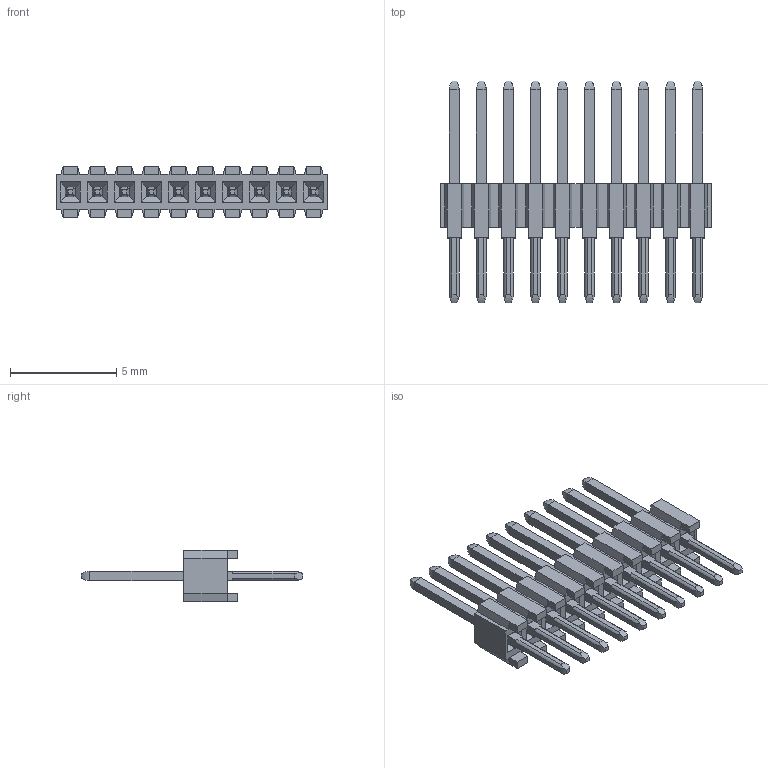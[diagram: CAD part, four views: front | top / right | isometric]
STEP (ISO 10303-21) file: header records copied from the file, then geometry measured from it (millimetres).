
FILE_DESCRIPTION (( 'STEP AP203' ), '1' );
FILE_NAME ('TMS-110-51-X-S.step', '2005-07-22T13:56:53', ( ' ' ), ( ' ' ), 'SwSTEP 2.0', 'SolidWorks 2005103', '' );
FILE_SCHEMA (( 'CONFIG_CONTROL_DESIGN' ));
Length unit declared in the file: inch
Products named in the file (3): HTMS-XX-S_C3D; TMS-110-51-X-S; T-1M6-XX_-02
Assembly tree (11 placements, depth 2):
  TMS-110-51-X-S
    T-1M6-XX_-02  x10
    HTMS-XX-S_C3D
Bounding box: 12.7 x 10.41 x 2.44 mm (x, y, z)
Volume: 73.1 mm3; surface area: 368.7 mm2
Topology: 11 solids, 11 shells, 506 faces, 1292 edges, 808 vertices
Faces by surface type: plane 386, cylinder 120
Entity records: 9611 total; most frequent: CARTESIAN_POINT 1642, ORIENTED_EDGE 1576, DIRECTION 1420, EDGE_CURVE 788, VECTOR 768, LINE 768, VERTEX_POINT 484, EDGE_LOOP 328
